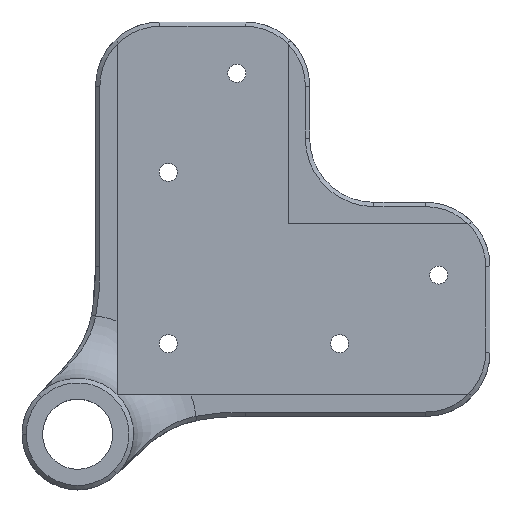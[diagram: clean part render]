
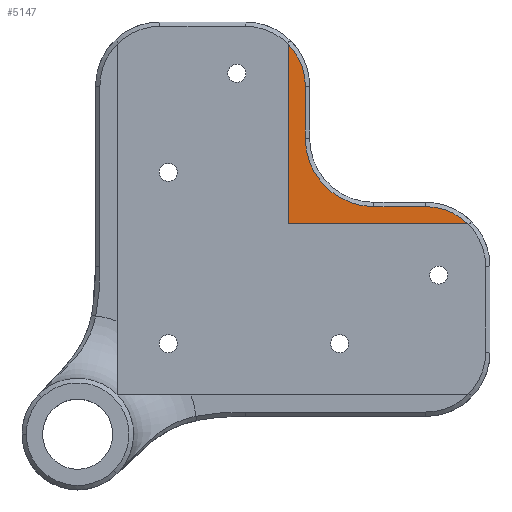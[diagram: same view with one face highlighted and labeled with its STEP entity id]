
A CAD part, top view. The second image highlights one B-rep face of the part: STEP entity #5147.
In plain terms, the highlighted planar face has unit normal (0, 0, 1).
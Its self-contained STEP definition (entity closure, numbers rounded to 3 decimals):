
#104 = ORIENTED_EDGE ( 'NONE', *, *, #1558, .T. ) ;
#204 = CARTESIAN_POINT ( 'NONE',  ( -132.5, 0., 3.2 ) ) ;
#214 = CARTESIAN_POINT ( 'NONE',  ( -132.5, -132.5, 3.2 ) ) ;
#255 = VERTEX_POINT ( 'NONE', #5640 ) ;
#428 = ORIENTED_EDGE ( 'NONE', *, *, #4554, .T. ) ;
#531 = CARTESIAN_POINT ( 'NONE',  ( 0., -132.5, 3.2 ) ) ;
#679 = AXIS2_PLACEMENT_3D ( 'NONE', #1473, #5066, #961 ) ;
#681 = VERTEX_POINT ( 'NONE', #214 ) ;
#867 = VERTEX_POINT ( 'NONE', #3831 ) ;
#961 = DIRECTION ( 'NONE',  ( -1., 0., 0. ) ) ;
#1046 = VERTEX_POINT ( 'NONE', #3492 ) ;
#1186 = EDGE_CURVE ( 'NONE', #255, #2555, #1768, .T. ) ;
#1235 = VECTOR ( 'NONE', #1367, 1000. ) ;
#1255 = LINE ( 'NONE', #4872, #5056 ) ;
#1311 = VERTEX_POINT ( 'NONE', #4775 ) ;
#1328 = DIRECTION ( 'NONE',  ( 0., 0., -1. ) ) ;
#1348 = CARTESIAN_POINT ( 'NONE',  ( -112.5, -128.5, 3.2 ) ) ;
#1367 = DIRECTION ( 'NONE',  ( 1., 0., 0. ) ) ;
#1421 = CARTESIAN_POINT ( 'NONE',  ( -90.559, -132.5, 3.2 ) ) ;
#1473 = CARTESIAN_POINT ( 'NONE',  ( -142.5, -100.357, 3.2 ) ) ;
#1515 = ORIENTED_EDGE ( 'NONE', *, *, #1577, .T. ) ;
#1558 = EDGE_CURVE ( 'NONE', #2532, #867, #4101, .T. ) ;
#1577 = EDGE_CURVE ( 'NONE', #681, #2532, #2828, .T. ) ;
#1690 = FACE_OUTER_BOUND ( 'NONE', #3905, .T. ) ;
#1768 = CIRCLE ( 'NONE', #2812, 16. ) ;
#2011 = CIRCLE ( 'NONE', #679, 14. ) ;
#2091 = CARTESIAN_POINT ( 'NONE',  ( -128.5, -112.5, 3.2 ) ) ;
#2136 = VECTOR ( 'NONE', #3403, 1000. ) ;
#2138 = ORIENTED_EDGE ( 'NONE', *, *, #4159, .T. ) ;
#2142 = ORIENTED_EDGE ( 'NONE', *, *, #2300, .T. ) ;
#2300 = EDGE_CURVE ( 'NONE', #1046, #1311, #2011, .T. ) ;
#2309 = DIRECTION ( 'NONE',  ( -1., 0., 0. ) ) ;
#2473 = VECTOR ( 'NONE', #2309, 1000. ) ;
#2532 = VERTEX_POINT ( 'NONE', #1421 ) ;
#2555 = VERTEX_POINT ( 'NONE', #2091 ) ;
#2570 = ORIENTED_EDGE ( 'NONE', *, *, #2736, .F. ) ;
#2586 = ORIENTED_EDGE ( 'NONE', *, *, #1186, .T. ) ;
#2640 = DIRECTION ( 'NONE',  ( 0., -1., 0. ) ) ;
#2736 = EDGE_CURVE ( 'NONE', #681, #1311, #5707, .T. ) ;
#2812 = AXIS2_PLACEMENT_3D ( 'NONE', #5647, #3310, #5615 ) ;
#2828 = LINE ( 'NONE', #531, #1235 ) ;
#3122 = CARTESIAN_POINT ( 'NONE',  ( 0., 0., 3.2 ) ) ;
#3310 = DIRECTION ( 'NONE',  ( 0., 0., -1. ) ) ;
#3403 = DIRECTION ( 'NONE',  ( 0., 1., 0. ) ) ;
#3492 = CARTESIAN_POINT ( 'NONE',  ( -128.5, -100.357, 3.2 ) ) ;
#3761 = DIRECTION ( 'NONE',  ( -1., 0., 0. ) ) ;
#3831 = CARTESIAN_POINT ( 'NONE',  ( -100.357, -128.5, 3.2 ) ) ;
#3905 = EDGE_LOOP ( 'NONE', ( #1515, #104, #2138, #2586, #428, #2142, #2570 ) ) ;
#4101 = CIRCLE ( 'NONE', #5824, 14. ) ;
#4159 = EDGE_CURVE ( 'NONE', #867, #255, #5447, .T. ) ;
#4179 = DIRECTION ( 'NONE',  ( 0., 0., 1. ) ) ;
#4234 = CARTESIAN_POINT ( 'NONE',  ( -100.357, -142.5, 3.2 ) ) ;
#4392 = DIRECTION ( 'NONE',  ( 0., 1., 0. ) ) ;
#4409 = PLANE ( 'NONE',  #5335 ) ;
#4554 = EDGE_CURVE ( 'NONE', #2555, #1046, #1255, .T. ) ;
#4775 = CARTESIAN_POINT ( 'NONE',  ( -132.5, -90.559, 3.2 ) ) ;
#4872 = CARTESIAN_POINT ( 'NONE',  ( -128.5, -100.357, 3.2 ) ) ;
#5056 = VECTOR ( 'NONE', #4392, 1000. ) ;
#5066 = DIRECTION ( 'NONE',  ( 0., 0., 1. ) ) ;
#5147 = ADVANCED_FACE ( 'NONE', ( #1690 ), #4409, .F. ) ;
#5335 = AXIS2_PLACEMENT_3D ( 'NONE', #3122, #1328, #2640 ) ;
#5447 = LINE ( 'NONE', #1348, #2473 ) ;
#5615 = DIRECTION ( 'NONE',  ( -1., 0., 0. ) ) ;
#5640 = CARTESIAN_POINT ( 'NONE',  ( -112.5, -128.5, 3.2 ) ) ;
#5647 = CARTESIAN_POINT ( 'NONE',  ( -112.5, -112.5, 3.2 ) ) ;
#5707 = LINE ( 'NONE', #204, #2136 ) ;
#5824 = AXIS2_PLACEMENT_3D ( 'NONE', #4234, #4179, #3761 ) ;
